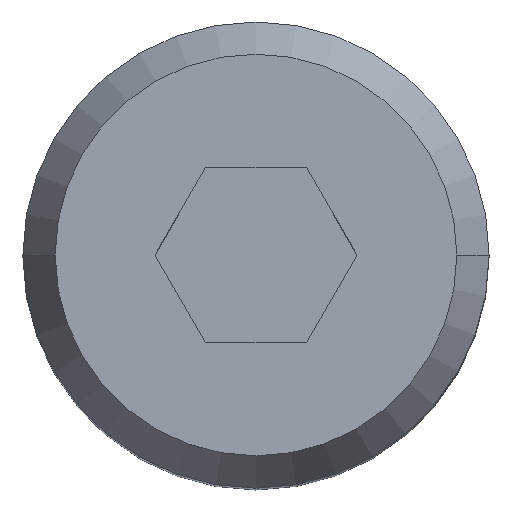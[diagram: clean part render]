
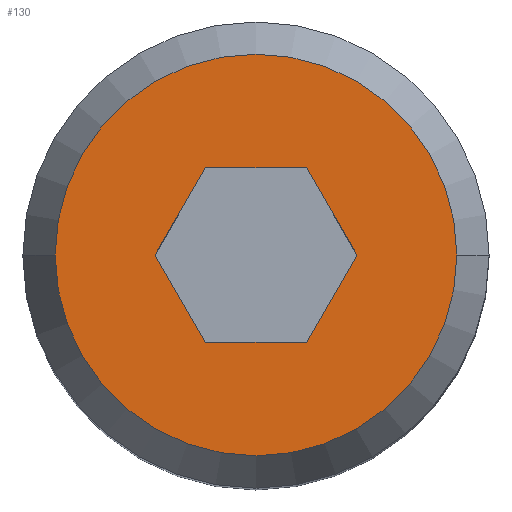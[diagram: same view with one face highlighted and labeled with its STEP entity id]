
A CAD part, top view. The second image highlights one B-rep face of the part: STEP entity #130.
In plain terms, the highlighted planar face has unit normal (0, 0, 1).
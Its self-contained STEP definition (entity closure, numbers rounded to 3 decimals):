
#108=VERTEX_POINT('',#289);
#130=ADVANCED_FACE('',(#314,#315),#316,.T.);
#148=VERTEX_POINT('',#337);
#160=EDGE_CURVE('',#206,#148,#349,.T.);
#166=EDGE_CURVE('',#244,#240,#356,.T.);
#176=EDGE_CURVE('',#208,#194,#367,.T.);
#194=VERTEX_POINT('',#388);
#196=EDGE_CURVE('',#194,#236,#390,.T.);
#202=EDGE_CURVE('',#148,#208,#397,.T.);
#206=VERTEX_POINT('',#401);
#208=VERTEX_POINT('',#403);
#226=EDGE_CURVE('',#240,#244,#423,.T.);
#236=VERTEX_POINT('',#435);
#238=EDGE_CURVE('',#236,#108,#437,.T.);
#240=VERTEX_POINT('',#439);
#244=VERTEX_POINT('',#443);
#260=EDGE_CURVE('',#108,#206,#461,.T.);
#289=CARTESIAN_POINT('',(2.751,-4.765,73.82));
#314=FACE_BOUND('',#516,.T.);
#315=FACE_OUTER_BOUND('',#517,.T.);
#316=PLANE('',#518);
#337=CARTESIAN_POINT('',(-5.502,0.,73.82));
#349=LINE('',#565,#566);
#356=CIRCLE('',#575,10.94);
#367=LINE('',#589,#590);
#388=CARTESIAN_POINT('',(2.751,4.765,73.82));
#390=LINE('',#620,#621);
#397=LINE('',#631,#632);
#401=CARTESIAN_POINT('',(-2.751,-4.765,73.82));
#403=CARTESIAN_POINT('',(-2.751,4.765,73.82));
#423=CIRCLE('',#666,10.94);
#435=CARTESIAN_POINT('',(5.502,0.,73.82));
#437=LINE('',#683,#684);
#439=CARTESIAN_POINT('',(10.94,0.,73.82));
#443=CARTESIAN_POINT('',(-10.94,0.,73.82));
#461=LINE('',#715,#716);
#516=EDGE_LOOP('',(#767,#768,#769,#770,#771,#772));
#517=EDGE_LOOP('',(#773,#774));
#518=AXIS2_PLACEMENT_3D('',#775,#776,#777);
#565=CARTESIAN_POINT('',(-4.131,-2.376,73.82));
#566=VECTOR('',#808,1.0);
#575=AXIS2_PLACEMENT_3D('',#820,#821,#822);
#589=CARTESIAN_POINT('',(2.735,4.765,73.82));
#590=VECTOR('',#837,1.0);
#620=CARTESIAN_POINT('',(5.498,0.007,73.82));
#621=VECTOR('',#865,1.0);
#631=CARTESIAN_POINT('',(-2.755,4.758,73.82));
#632=VECTOR('',#873,1.0);
#666=AXIS2_PLACEMENT_3D('',#896,#897,#898);
#683=CARTESIAN_POINT('',(4.123,-2.389,73.82));
#684=VECTOR('',#918,1.0);
#715=CARTESIAN_POINT('',(1.36,-4.765,73.82));
#716=VECTOR('',#938,1.0);
#767=ORIENTED_EDGE('',*,*,#202,.T.);
#768=ORIENTED_EDGE('',*,*,#176,.T.);
#769=ORIENTED_EDGE('',*,*,#196,.T.);
#770=ORIENTED_EDGE('',*,*,#238,.T.);
#771=ORIENTED_EDGE('',*,*,#260,.T.);
#772=ORIENTED_EDGE('',*,*,#160,.T.);
#773=ORIENTED_EDGE('',*,*,#226,.T.);
#774=ORIENTED_EDGE('',*,*,#166,.T.);
#775=CARTESIAN_POINT('',(5.47,0.,73.82));
#776=DIRECTION('',(0.,0.,1.0));
#777=DIRECTION('',(1.0,0.,0.));
#808=DIRECTION('',(-0.5,0.866,0.));
#820=CARTESIAN_POINT('',(0.,0.0,73.82));
#821=DIRECTION('',(0.,0.0,1.0));
#822=DIRECTION('',(1.0,0.,0.));
#837=DIRECTION('',(1.0,0.,0.));
#865=DIRECTION('',(0.5,-0.866,0.));
#873=DIRECTION('',(0.5,0.866,0.));
#896=CARTESIAN_POINT('',(0.,0.0,73.82));
#897=DIRECTION('',(0.,0.0,1.0));
#898=DIRECTION('',(1.0,0.,0.));
#918=DIRECTION('',(-0.5,-0.866,0.));
#938=DIRECTION('',(-1.0,0.,0.));
